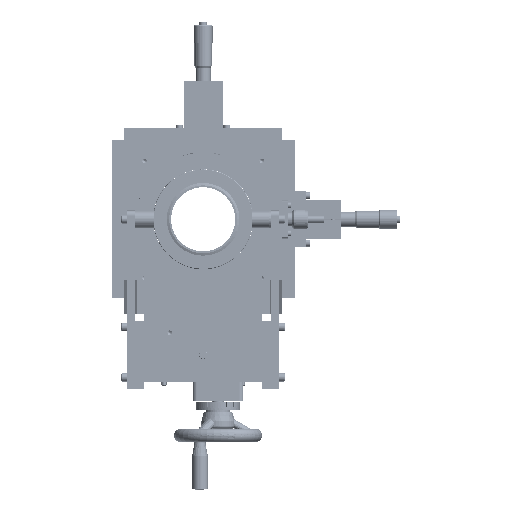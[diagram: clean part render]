
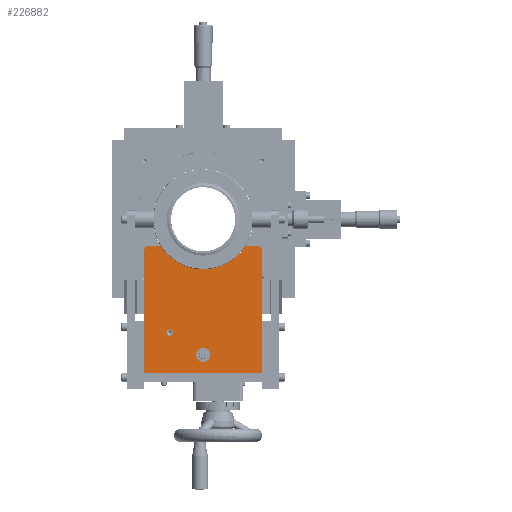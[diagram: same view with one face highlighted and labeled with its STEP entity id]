
A CAD part, front view. The second image highlights one B-rep face of the part: STEP entity #226882.
In plain terms, the highlighted planar face has unit normal (0, -1, 0).
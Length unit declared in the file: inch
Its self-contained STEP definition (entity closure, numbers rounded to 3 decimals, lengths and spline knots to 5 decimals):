
#2898 = EDGE_CURVE ( 'NONE', #10478, #131903, #201997, .T. ) ;
#3489 = CARTESIAN_POINT ( 'NONE',  ( -1.3594, 0.03, -5.063 ) ) ;
#9877 = CARTESIAN_POINT ( 'NONE',  ( -1.5, 0.03, -5.063 ) ) ;
#10478 = VERTEX_POINT ( 'NONE', #230570 ) ;
#11312 = EDGE_CURVE ( 'NONE', #28532, #131406, #75147, .T. ) ;
#13126 = VERTEX_POINT ( 'NONE', #72613 ) ;
#16932 = AXIS2_PLACEMENT_3D ( 'NONE', #51265, #175817, #69167 ) ;
#17194 = CARTESIAN_POINT ( 'NONE',  ( -1.9009, 0.03, -1.1755 ) ) ;
#17230 = LINE ( 'NONE', #89348, #153778 ) ;
#17940 = AXIS2_PLACEMENT_3D ( 'NONE', #71877, #196354, #89791 ) ;
#18300 = EDGE_CURVE ( 'NONE', #154640, #142636, #88282, .T. ) ;
#20232 = VERTEX_POINT ( 'NONE', #141483 ) ;
#22638 = AXIS2_PLACEMENT_3D ( 'NONE', #24903, #149404, #42807 ) ;
#24903 = CARTESIAN_POINT ( 'NONE',  ( 0., 0.03, -6.063 ) ) ;
#27104 = EDGE_LOOP ( 'NONE', ( #172241, #53502, #206668, #39181, #49953, #89048, #74312, #157929 ) ) ;
#27863 = DIRECTION ( 'NONE',  ( -1., 0., 0. ) ) ;
#28271 = VECTOR ( 'NONE', #53008, 39.37008 ) ;
#28532 = VERTEX_POINT ( 'NONE', #32562 ) ;
#32562 = CARTESIAN_POINT ( 'NONE',  ( -1.6406, 0.03, -5.063 ) ) ;
#34893 = EDGE_CURVE ( 'NONE', #48374, #36596, #144972, .T. ) ;
#36596 = VERTEX_POINT ( 'NONE', #218423 ) ;
#39181 = ORIENTED_EDGE ( 'NONE', *, *, #53063, .T. ) ;
#42807 = DIRECTION ( 'NONE',  ( -1., 0., 0. ) ) ;
#44316 = CARTESIAN_POINT ( 'NONE',  ( 0., 0.03, 0. ) ) ;
#48374 = VERTEX_POINT ( 'NONE', #227410 ) ;
#49953 = ORIENTED_EDGE ( 'NONE', *, *, #201094, .F. ) ;
#51265 = CARTESIAN_POINT ( 'NONE',  ( 2.4, 0.03, -1.4255 ) ) ;
#52519 = DIRECTION ( 'NONE',  ( 0., 1., 0. ) ) ;
#53008 = DIRECTION ( 'NONE',  ( -1., 0., 0. ) ) ;
#53063 = EDGE_CURVE ( 'NONE', #131903, #184590, #67831, .T. ) ;
#53502 = ORIENTED_EDGE ( 'NONE', *, *, #60479, .T. ) ;
#59892 = VECTOR ( 'NONE', #218438, 39.37008 ) ;
#59963 = CARTESIAN_POINT ( 'NONE',  ( 2.65, 0.03, -1.1755 ) ) ;
#60479 = EDGE_CURVE ( 'NONE', #121115, #10478, #200076, .T. ) ;
#60958 = FACE_OUTER_BOUND ( 'NONE', #27104, .T. ) ;
#62162 = DIRECTION ( 'NONE',  ( -1., 0., 0. ) ) ;
#67831 = LINE ( 'NONE', #170031, #156928 ) ;
#69167 = DIRECTION ( 'NONE',  ( -1., 0., 0. ) ) ;
#71877 = CARTESIAN_POINT ( 'NONE',  ( -2.4, 0.03, -1.4255 ) ) ;
#72613 = CARTESIAN_POINT ( 'NONE',  ( 2.65, 0.03, -1.4255 ) ) ;
#74312 = ORIENTED_EDGE ( 'NONE', *, *, #135388, .T. ) ;
#75147 = CIRCLE ( 'NONE', #81673, 0.1406 ) ;
#75624 = LINE ( 'NONE', #17194, #28271 ) ;
#81673 = AXIS2_PLACEMENT_3D ( 'NONE', #9877, #134432, #27863 ) ;
#81807 = DIRECTION ( 'NONE',  ( 0., 1., 0. ) ) ;
#82297 = CARTESIAN_POINT ( 'NONE',  ( -1.9009, 0.03, -1.1755 ) ) ;
#84900 = CARTESIAN_POINT ( 'NONE',  ( -1.5, 0.03, -5.063 ) ) ;
#88282 = CIRCLE ( 'NONE', #122392, 2.235 ) ;
#89048 = ORIENTED_EDGE ( 'NONE', *, *, #166367, .T. ) ;
#89348 = CARTESIAN_POINT ( 'NONE',  ( 2.65, 0.03, -1.1755 ) ) ;
#89791 = DIRECTION ( 'NONE',  ( -1., 0., 0. ) ) ;
#93447 = VECTOR ( 'NONE', #202459, 39.37008 ) ;
#94709 = CARTESIAN_POINT ( 'NONE',  ( -2.65, 0.03, -1.1755 ) ) ;
#102307 = CARTESIAN_POINT ( 'NONE',  ( -2.65, 0.03, -6.863 ) ) ;
#102773 = DIRECTION ( 'NONE',  ( -1., 0., 0. ) ) ;
#103810 = CIRCLE ( 'NONE', #226179, 0.315 ) ;
#109304 = EDGE_CURVE ( 'NONE', #142636, #121115, #75624, .T. ) ;
#109583 = ORIENTED_EDGE ( 'NONE', *, *, #11312, .T. ) ;
#113474 = EDGE_CURVE ( 'NONE', #36596, #48374, #103810, .T. ) ;
#121115 = VERTEX_POINT ( 'NONE', #159167 ) ;
#122392 = AXIS2_PLACEMENT_3D ( 'NONE', #44316, #168871, #62162 ) ;
#131406 = VERTEX_POINT ( 'NONE', #3489 ) ;
#131903 = VERTEX_POINT ( 'NONE', #102307 ) ;
#134432 = DIRECTION ( 'NONE',  ( 0., 1., 0. ) ) ;
#134892 = DIRECTION ( 'NONE',  ( 1., 0., 0. ) ) ;
#135388 = EDGE_CURVE ( 'NONE', #20232, #154640, #146287, .T. ) ;
#141483 = CARTESIAN_POINT ( 'NONE',  ( 2.4, 0.03, -1.1755 ) ) ;
#142636 = VERTEX_POINT ( 'NONE', #82297 ) ;
#144972 = CIRCLE ( 'NONE', #22638, 0.315 ) ;
#146287 = LINE ( 'NONE', #59963, #93447 ) ;
#148394 = CIRCLE ( 'NONE', #159402, 0.1406 ) ;
#149404 = DIRECTION ( 'NONE',  ( 0., 1., 0. ) ) ;
#153407 = EDGE_CURVE ( 'NONE', #131406, #28532, #148394, .T. ) ;
#153778 = VECTOR ( 'NONE', #213959, 39.37008 ) ;
#154640 = VERTEX_POINT ( 'NONE', #213540 ) ;
#155676 = FACE_BOUND ( 'NONE', #197483, .T. ) ;
#156928 = VECTOR ( 'NONE', #134892, 39.37008 ) ;
#157929 = ORIENTED_EDGE ( 'NONE', *, *, #18300, .T. ) ;
#159158 = CARTESIAN_POINT ( 'NONE',  ( 0., 0.03, 0. ) ) ;
#159167 = CARTESIAN_POINT ( 'NONE',  ( -2.4, 0.03, -1.1755 ) ) ;
#159402 = AXIS2_PLACEMENT_3D ( 'NONE', #84900, #209505, #102773 ) ;
#166367 = EDGE_CURVE ( 'NONE', #13126, #20232, #200089, .T. ) ;
#168809 = EDGE_LOOP ( 'NONE', ( #109583, #228323 ) ) ;
#168871 = DIRECTION ( 'NONE',  ( 0., 1., 0. ) ) ;
#170031 = CARTESIAN_POINT ( 'NONE',  ( -2.65, 0.03, -6.863 ) ) ;
#172241 = ORIENTED_EDGE ( 'NONE', *, *, #109304, .T. ) ;
#173436 = ORIENTED_EDGE ( 'NONE', *, *, #34893, .T. ) ;
#175817 = DIRECTION ( 'NONE',  ( 0., -1., 0. ) ) ;
#176296 = PLANE ( 'NONE',  #203958 ) ;
#177057 = DIRECTION ( 'NONE',  ( -1., 0., 0. ) ) ;
#184590 = VERTEX_POINT ( 'NONE', #199735 ) ;
#188454 = CARTESIAN_POINT ( 'NONE',  ( 0., 0.03, -6.063 ) ) ;
#196354 = DIRECTION ( 'NONE',  ( 0., -1., 0. ) ) ;
#197483 = EDGE_LOOP ( 'NONE', ( #199826, #173436 ) ) ;
#199735 = CARTESIAN_POINT ( 'NONE',  ( 2.65, 0.03, -6.863 ) ) ;
#199826 = ORIENTED_EDGE ( 'NONE', *, *, #113474, .T. ) ;
#200076 = CIRCLE ( 'NONE', #17940, 0.25 ) ;
#200089 = CIRCLE ( 'NONE', #16932, 0.25 ) ;
#201094 = EDGE_CURVE ( 'NONE', #13126, #184590, #17230, .T. ) ;
#201997 = LINE ( 'NONE', #94709, #59892 ) ;
#202459 = DIRECTION ( 'NONE',  ( -1., 0., 0. ) ) ;
#203064 = FACE_BOUND ( 'NONE', #168809, .T. ) ;
#203958 = AXIS2_PLACEMENT_3D ( 'NONE', #159158, #52519, #177057 ) ;
#206430 = DIRECTION ( 'NONE',  ( -1., 0., 0. ) ) ;
#206668 = ORIENTED_EDGE ( 'NONE', *, *, #2898, .T. ) ;
#209505 = DIRECTION ( 'NONE',  ( 0., 1., 0. ) ) ;
#213540 = CARTESIAN_POINT ( 'NONE',  ( 1.9009, 0.03, -1.1755 ) ) ;
#213959 = DIRECTION ( 'NONE',  ( 0., 0., -1. ) ) ;
#218423 = CARTESIAN_POINT ( 'NONE',  ( -0.315, 0.03, -6.063 ) ) ;
#218438 = DIRECTION ( 'NONE',  ( 0., 0., -1. ) ) ;
#226179 = AXIS2_PLACEMENT_3D ( 'NONE', #188454, #81807, #206430 ) ;
#226882 = ADVANCED_FACE ( 'NONE', ( #203064, #155676, #60958 ), #176296, .F. ) ;
#227410 = CARTESIAN_POINT ( 'NONE',  ( 0.315, 0.03, -6.063 ) ) ;
#228323 = ORIENTED_EDGE ( 'NONE', *, *, #153407, .T. ) ;
#230570 = CARTESIAN_POINT ( 'NONE',  ( -2.65, 0.03, -1.4255 ) ) ;
